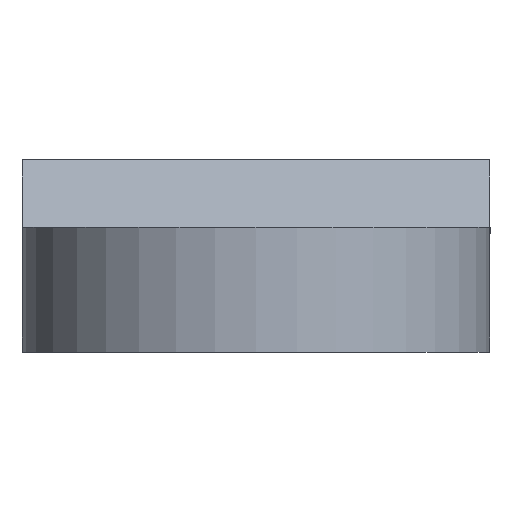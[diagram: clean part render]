
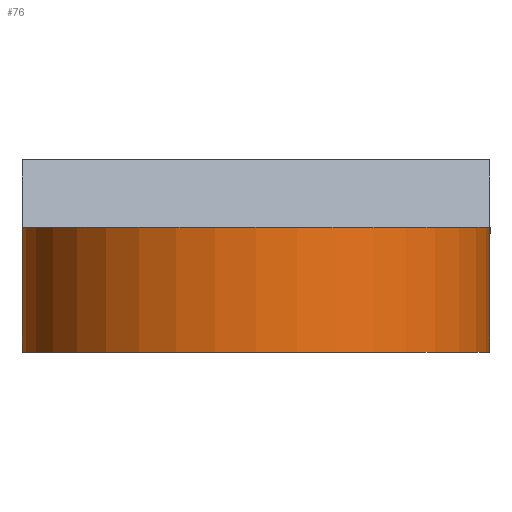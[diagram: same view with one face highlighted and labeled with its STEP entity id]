
A CAD part, left-side view. The second image highlights one B-rep face of the part: STEP entity #76.
In plain terms, the highlighted cylindrical face has radius 2.381 mm (diameter 4.763 mm), a partial arc.
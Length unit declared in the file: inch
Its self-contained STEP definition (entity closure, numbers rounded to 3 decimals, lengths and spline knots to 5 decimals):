
#23 = ORIENTED_EDGE ( 'NONE', *, *, #332, .T. ) ;
#27 = CARTESIAN_POINT ( 'NONE',  ( 0.45, 0.077, 0. ) ) ;
#68 = CARTESIAN_POINT ( 'NONE',  ( 0.45, 0.027, 0. ) ) ;
#70 = EDGE_CURVE ( 'NONE', #88, #221, #465, .T. ) ;
#76 = ADVANCED_FACE ( 'NONE', ( #430 ), #525, .T. ) ;
#88 = VERTEX_POINT ( 'NONE', #113 ) ;
#113 = CARTESIAN_POINT ( 'NONE',  ( 0.45, 0.077, -0.09375 ) ) ;
#158 = CARTESIAN_POINT ( 'NONE',  ( 0.45, 0.077, 0. ) ) ;
#187 = VERTEX_POINT ( 'NONE', #492 ) ;
#191 = VECTOR ( 'NONE', #653, 39.37008 ) ;
#194 = CARTESIAN_POINT ( 'NONE',  ( 0.45, 0.027, 0.09375 ) ) ;
#198 = DIRECTION ( 'NONE',  ( 0., -1., 0. ) ) ;
#204 = CARTESIAN_POINT ( 'NONE',  ( 0.45, 0.077, -0.09375 ) ) ;
#207 = ORIENTED_EDGE ( 'NONE', *, *, #339, .T. ) ;
#221 = VERTEX_POINT ( 'NONE', #455 ) ;
#242 = DIRECTION ( 'NONE',  ( 0., 1., 0. ) ) ;
#244 = EDGE_CURVE ( 'NONE', #187, #88, #371, .T. ) ;
#266 = ORIENTED_EDGE ( 'NONE', *, *, #244, .F. ) ;
#278 = CARTESIAN_POINT ( 'NONE',  ( 0.45, 0.077, 0.09375 ) ) ;
#328 = ORIENTED_EDGE ( 'NONE', *, *, #70, .F. ) ;
#330 = DIRECTION ( 'NONE',  ( 0., 1., 0. ) ) ;
#332 = EDGE_CURVE ( 'NONE', #187, #642, #661, .T. ) ;
#339 = EDGE_CURVE ( 'NONE', #642, #221, #537, .T. ) ;
#366 = DIRECTION ( 'NONE',  ( 0., 0., -1. ) ) ;
#371 = CIRCLE ( 'NONE', #407, 0.09375 ) ;
#388 = EDGE_LOOP ( 'NONE', ( #23, #207, #328, #266 ) ) ;
#407 = AXIS2_PLACEMENT_3D ( 'NONE', #27, #242, #499 ) ;
#418 = DIRECTION ( 'NONE',  ( 0., -1., 0. ) ) ;
#430 = FACE_OUTER_BOUND ( 'NONE', #388, .T. ) ;
#455 = CARTESIAN_POINT ( 'NONE',  ( 0.45, 0.027, -0.09375 ) ) ;
#465 = LINE ( 'NONE', #204, #692 ) ;
#482 = AXIS2_PLACEMENT_3D ( 'NONE', #158, #418, #366 ) ;
#490 = DIRECTION ( 'NONE',  ( -1., 0., 0. ) ) ;
#492 = CARTESIAN_POINT ( 'NONE',  ( 0.45, 0.077, 0.09375 ) ) ;
#499 = DIRECTION ( 'NONE',  ( 0., 0., -1. ) ) ;
#525 = CYLINDRICAL_SURFACE ( 'NONE', #482, 0.09375 ) ;
#537 = CIRCLE ( 'NONE', #587, 0.09375 ) ;
#587 = AXIS2_PLACEMENT_3D ( 'NONE', #68, #330, #490 ) ;
#642 = VERTEX_POINT ( 'NONE', #194 ) ;
#653 = DIRECTION ( 'NONE',  ( 0., -1., 0. ) ) ;
#661 = LINE ( 'NONE', #278, #191 ) ;
#692 = VECTOR ( 'NONE', #198, 39.37008 ) ;
